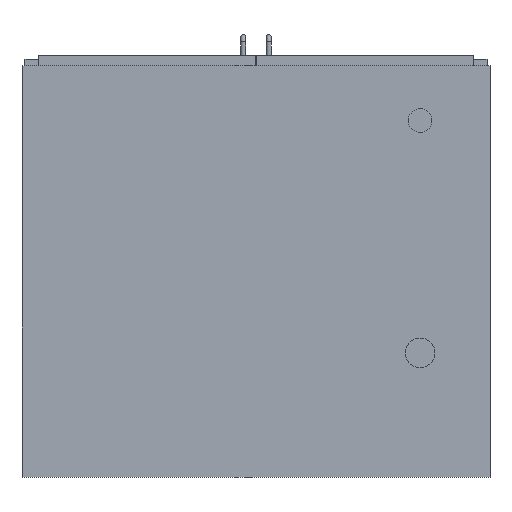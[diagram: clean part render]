
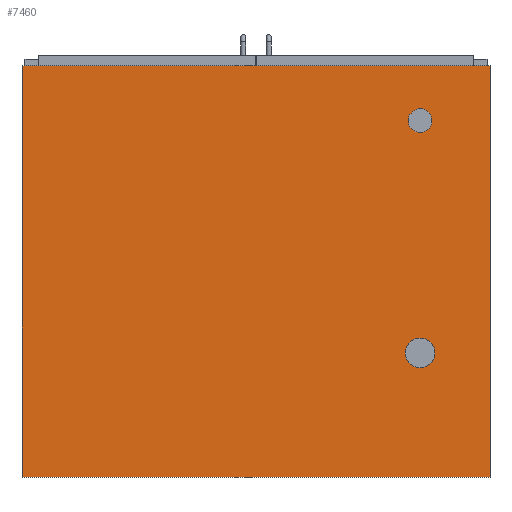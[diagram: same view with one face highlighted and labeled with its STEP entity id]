
A CAD part, front view. The second image highlights one B-rep face of the part: STEP entity #7460.
In plain terms, the highlighted planar face has unit normal (0, -1, 0).
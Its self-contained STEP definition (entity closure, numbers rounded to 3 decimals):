
#126=FACE_BOUND('',#1026,.T.);
#127=FACE_BOUND('',#1027,.T.);
#158=PLANE('',#7997);
#559=FACE_OUTER_BOUND('',#1025,.T.);
#1025=EDGE_LOOP('',(#5310,#5311,#5312,#5313));
#1026=EDGE_LOOP('',(#5314));
#1027=EDGE_LOOP('',(#5315));
#1515=LINE('',#10733,#2459);
#1517=LINE('',#10737,#2461);
#1519=LINE('',#10741,#2463);
#1521=LINE('',#10744,#2465);
#2459=VECTOR('',#8615,10.);
#2461=VECTOR('',#8619,10.);
#2463=VECTOR('',#8623,10.);
#2465=VECTOR('',#8627,10.);
#3385=CIRCLE('',#7981,20.);
#3387=CIRCLE('',#7985,25.);
#3489=VERTEX_POINT('',#10684);
#3491=VERTEX_POINT('',#10691);
#3504=VERTEX_POINT('',#10730);
#3505=VERTEX_POINT('',#10732);
#3506=VERTEX_POINT('',#10736);
#3507=VERTEX_POINT('',#10740);
#4194=EDGE_CURVE('',#3489,#3489,#3385,.T.);
#4197=EDGE_CURVE('',#3491,#3491,#3387,.T.);
#4215=EDGE_CURVE('',#3505,#3504,#1515,.T.);
#4217=EDGE_CURVE('',#3506,#3505,#1517,.T.);
#4219=EDGE_CURVE('',#3507,#3506,#1519,.T.);
#4221=EDGE_CURVE('',#3504,#3507,#1521,.T.);
#5310=ORIENTED_EDGE('',*,*,#4221,.T.);
#5311=ORIENTED_EDGE('',*,*,#4219,.T.);
#5312=ORIENTED_EDGE('',*,*,#4217,.T.);
#5313=ORIENTED_EDGE('',*,*,#4215,.T.);
#5314=ORIENTED_EDGE('',*,*,#4194,.T.);
#5315=ORIENTED_EDGE('',*,*,#4197,.T.);
#7460=ADVANCED_FACE('',(#559,#126,#127),#158,.T.);
#7981=AXIS2_PLACEMENT_3D('',#10686,#8571,#8572);
#7985=AXIS2_PLACEMENT_3D('',#10693,#8580,#8581);
#7997=AXIS2_PLACEMENT_3D('',#10745,#8628,#8629);
#8571=DIRECTION('center_axis',(0.,1.,0.));
#8572=DIRECTION('ref_axis',(1.,0.,0.));
#8580=DIRECTION('center_axis',(0.,1.,0.));
#8581=DIRECTION('ref_axis',(1.,0.,0.));
#8615=DIRECTION('',(0.,0.,-1.));
#8619=DIRECTION('',(-1.,0.,0.));
#8623=DIRECTION('',(0.,0.,1.));
#8627=DIRECTION('',(1.,0.,0.));
#8628=DIRECTION('center_axis',(0.,-1.,0.));
#8629=DIRECTION('ref_axis',(0.,0.,-1.));
#10684=CARTESIAN_POINT('',(257.,-370.,254.5));
#10686=CARTESIAN_POINT('Origin',(277.,-370.,254.5));
#10691=CARTESIAN_POINT('',(252.,-370.,-137.5));
#10693=CARTESIAN_POINT('Origin',(277.,-370.,-137.5));
#10730=CARTESIAN_POINT('',(-395.,-370.,-347.5));
#10732=CARTESIAN_POINT('',(-395.,-370.,347.5));
#10733=CARTESIAN_POINT('',(-395.,-370.,-347.5));
#10736=CARTESIAN_POINT('',(395.,-370.,347.5));
#10737=CARTESIAN_POINT('',(-395.,-370.,347.5));
#10740=CARTESIAN_POINT('',(395.,-370.,-347.5));
#10741=CARTESIAN_POINT('',(395.,-370.,347.5));
#10744=CARTESIAN_POINT('',(395.,-370.,-347.5));
#10745=CARTESIAN_POINT('Origin',(0.,-370.,0.));
